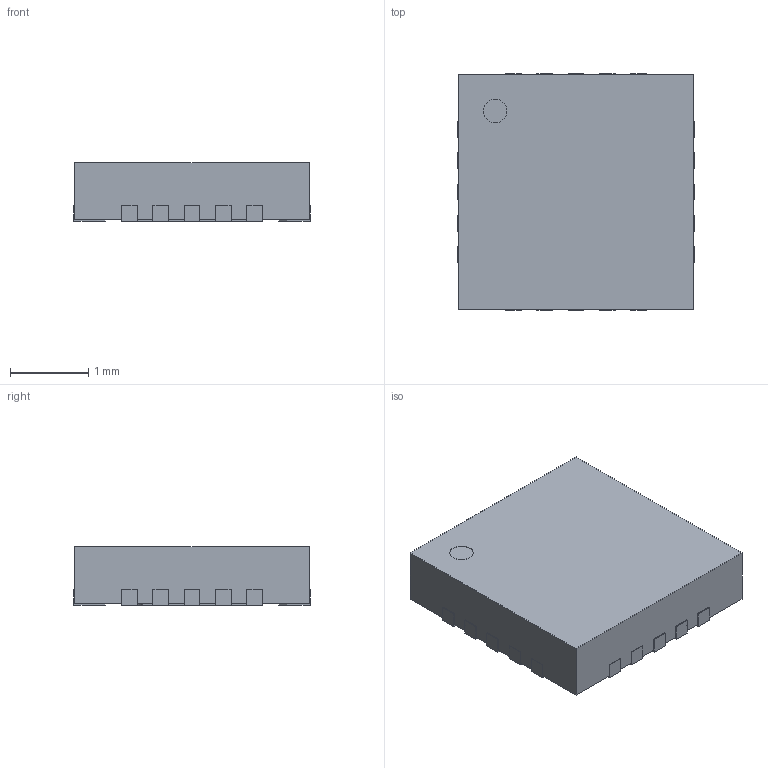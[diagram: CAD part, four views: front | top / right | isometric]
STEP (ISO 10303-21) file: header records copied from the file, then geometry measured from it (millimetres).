
FILE_DESCRIPTION (( 'STEP AP214' ), '1' );
FILE_NAME ('User Library-QFN-20-2.STEP', '2021-09-29T09:00:36', ( '' ), ( '' ), 'SwSTEP 2.0', 'SolidWorks 2021', '' );
FILE_SCHEMA (( 'AUTOMOTIVE_DESIGN' ));
Length unit declared in the file: millimetre
Products named in the file (1): User Library-QFN-20-2
Bounding box: 3.02 x 3.02 x 0.75 mm (x, y, z)
Volume: 6.6 mm3; surface area: 27.6 mm2
Topology: 1 solids, 1 shells, 149 faces, 435 edges, 290 vertices
Faces by surface type: plane 120, cylinder 29
Entity records: 6560 total; most frequent: CARTESIAN_POINT 875, ORIENTED_EDGE 870, DIRECTION 793, EDGE_CURVE 435, LINE 377, VECTOR 377, VERTEX_POINT 290, AXIS2_PLACEMENT_3D 208
